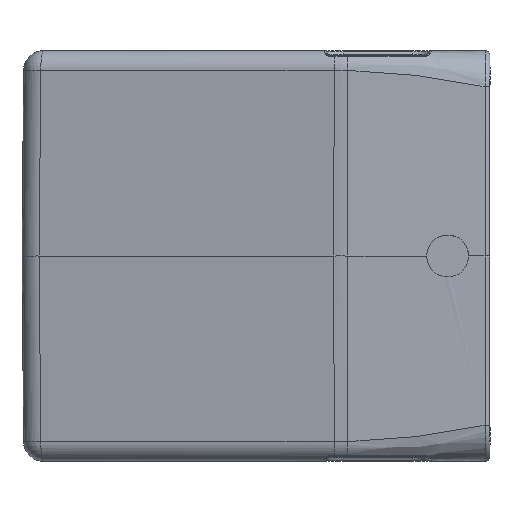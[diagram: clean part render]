
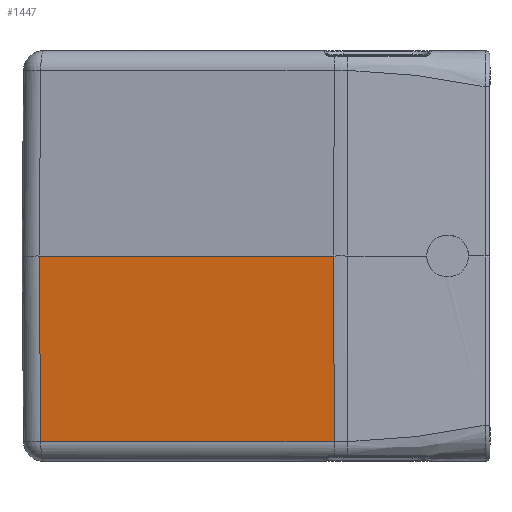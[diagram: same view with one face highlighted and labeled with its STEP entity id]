
A CAD part, left-side view. The second image highlights one B-rep face of the part: STEP entity #1447.
In plain terms, the highlighted planar face has unit normal (-0.99, 0.139, -0.009).
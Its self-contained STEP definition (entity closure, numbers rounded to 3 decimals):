
#762=FACE_OUTER_BOUND('',#2458,.T.);
#1447=ADVANCED_FACE('NONE',(#762),#1970,.T.);
#1970=PLANE('',#10021);
#2458=EDGE_LOOP('',(#4372,#4373,#4374,#4375));
#4372=ORIENTED_EDGE('',*,*,#7291,.T.);
#4373=ORIENTED_EDGE('',*,*,#7454,.F.);
#4374=ORIENTED_EDGE('',*,*,#7455,.F.);
#4375=ORIENTED_EDGE('',*,*,#7456,.F.);
#6317=VERTEX_POINT('',#14769);
#6318=VERTEX_POINT('',#14771);
#6430=VERTEX_POINT('',#15351);
#6431=VERTEX_POINT('',#15353);
#7291=EDGE_CURVE('NONE',#6318,#6317,#8562,.T.);
#7454=EDGE_CURVE('NONE',#6430,#6317,#8622,.T.);
#7455=EDGE_CURVE('NONE',#6431,#6430,#8623,.T.);
#7456=EDGE_CURVE('NONE',#6318,#6431,#8624,.T.);
#8562=LINE('',#14770,#9286);
#8622=LINE('',#15350,#9346);
#8623=LINE('',#15352,#9347);
#8624=LINE('',#15354,#9348);
#9286=VECTOR('',#11519,1.);
#9346=VECTOR('',#11857,1.);
#9347=VECTOR('',#11858,1.);
#9348=VECTOR('',#11859,1.);
#10021=AXIS2_PLACEMENT_3D('',#15355,#11860,#11861);
#11519=DIRECTION('',(0.008,-0.009,-1.));
#11857=DIRECTION('',(0.139,0.99,0.));
#11858=DIRECTION('',(0.009,-0.001,-1.));
#11859=DIRECTION('',(-0.139,-0.99,0.));
#11860=DIRECTION('',(-0.99,0.139,-0.009));
#11861=DIRECTION('',(-0.139,-0.99,0.));
#14769=CARTESIAN_POINT('',(-38.201,43.231,-37.285));
#14770=CARTESIAN_POINT('',(-38.484,43.557,0.));
#14771=CARTESIAN_POINT('',(-38.484,43.557,0.));
#15350=CARTESIAN_POINT('',(-46.48,-15.676,-37.285));
#15351=CARTESIAN_POINT('',(-46.48,-15.676,-37.285));
#15352=CARTESIAN_POINT('',(-46.805,-15.653,0.001));
#15353=CARTESIAN_POINT('',(-46.805,-15.653,0.));
#15354=CARTESIAN_POINT('',(-38.,47.,0.));
#15355=CARTESIAN_POINT('',(-38.,47.,0.));
